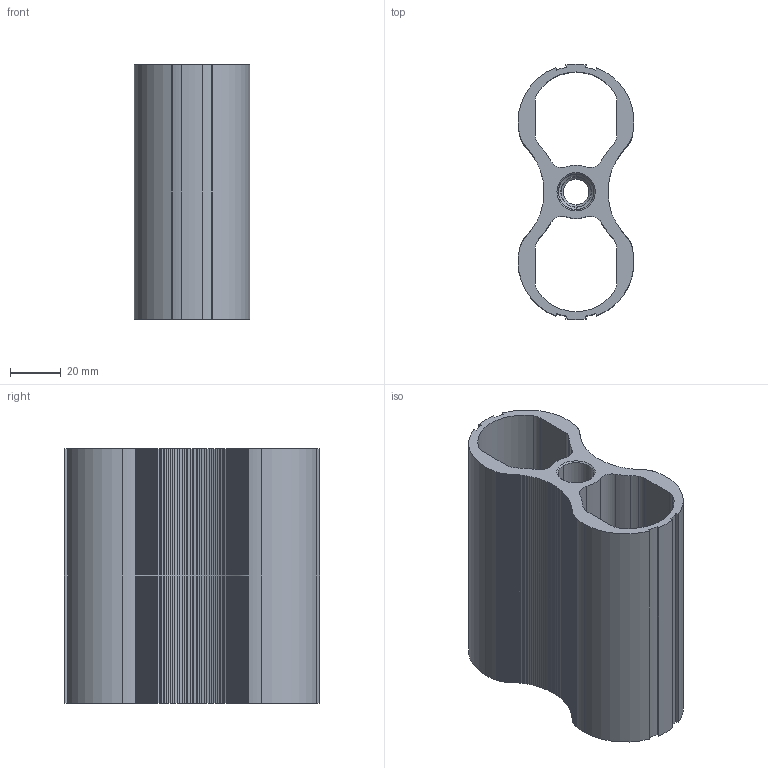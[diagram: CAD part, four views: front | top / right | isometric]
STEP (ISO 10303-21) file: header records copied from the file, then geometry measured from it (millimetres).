
FILE_DESCRIPTION (( 'STEP AP214' ), '1' );
FILE_NAME ('Kolben_RABO_G65_73021225.STEP', '2017-03-09T06:23:40', ( 'WuXiaoChuan' ), ( 'HaseeComputer' ), 'SwSTEP 2.0', 'SolidWorks 2015', '' );
FILE_SCHEMA (( 'AUTOMOTIVE_DESIGN' ));
Length unit declared in the file: millimetre
Products named in the file (1): Kolben_RABO_G65_73021225
Bounding box: 45.41 x 100.08 x 100 mm (x, y, z)
Volume: 134571.5 mm3; surface area: 56937.2 mm2
Topology: 1 solids, 1 shells, 476 faces, 1406 edges, 936 vertices
Faces by surface type: plane 410, cylinder 54, cone 12
Entity records: 16085 total; most frequent: CARTESIAN_POINT 2819, ORIENTED_EDGE 2812, DIRECTION 2476, EDGE_CURVE 1406, LINE 1290, VECTOR 1290, VERTEX_POINT 936, AXIS2_PLACEMENT_3D 593
